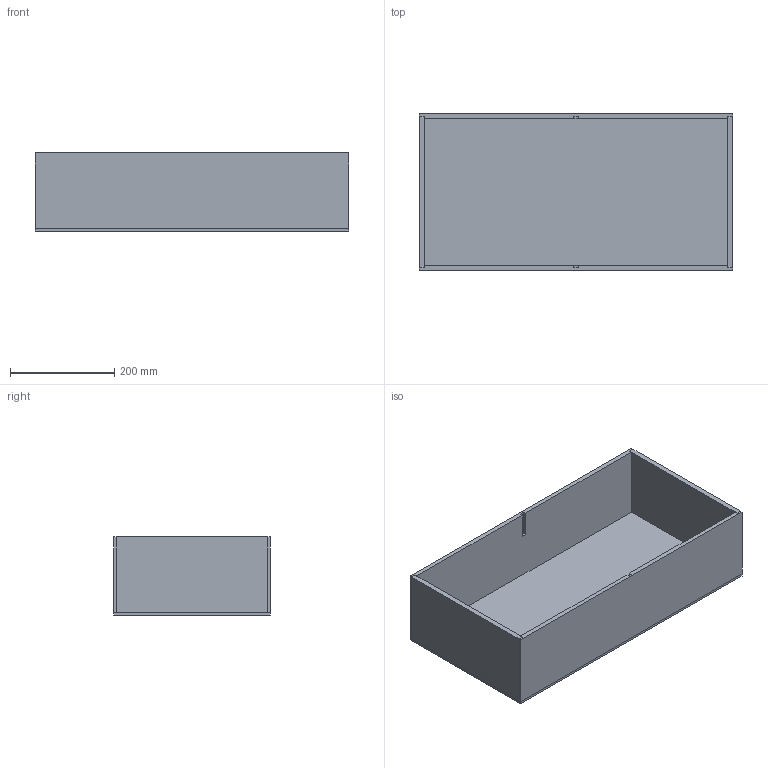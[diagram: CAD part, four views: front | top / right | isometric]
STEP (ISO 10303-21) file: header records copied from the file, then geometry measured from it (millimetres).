
FILE_DESCRIPTION(('Open CASCADE Model'),'2;1');
FILE_NAME('Open CASCADE Shape Model','2025-05-02T22:11:20',('Author'),( 'Open CASCADE'),'Open CASCADE STEP processor 7.7','Open CASCADE 7.7' ,'Unknown');
FILE_SCHEMA(('AUTOMOTIVE_DESIGN { 1 0 10303 214 1 1 1 1 }'));
Length unit declared in the file: millimetre
Products named in the file (11): 9d058cf2-2791-11f0-a7a7-34c93da28aeb; Bottom Panel; Bottom Panel_part; Side Panel; Side Panel_part; Side Panel inverse; Side Panel inverse_part; Short Side Panel; Short Side Panel_part; Short Side Panel inverse
Assembly tree (11 placements, depth 4):
  9d058cf2-2791-11f0-a7a7-34c93da28aeb
    9d058cf2-2791-11f0-a7a7-34c93da28aeb
      Bottom Panel
        Bottom Panel_part
      Side Panel
        Side Panel_part
      Side Panel inverse
        Side Panel inverse_part
      Short Side Panel
        Short Side Panel_part
      Short Side Panel inverse
        Short Side Panel_part
Bounding box: 600 x 300 x 150 mm (x, y, z)
Volume: 3854466 mm3; surface area: 937566 mm2
Topology: 5 solids, 5 shells, 51 faces, 120 edges, 80 vertices
Faces by surface type: plane 51
Entity records: 2913 total; most frequent: CARTESIAN_POINT 453, DIRECTION 438, LINE 324, VECTOR 324, ORIENTED_EDGE 216, PCURVE 216, DEFINITIONAL_REPRESENTATION 216, EDGE_CURVE 108
